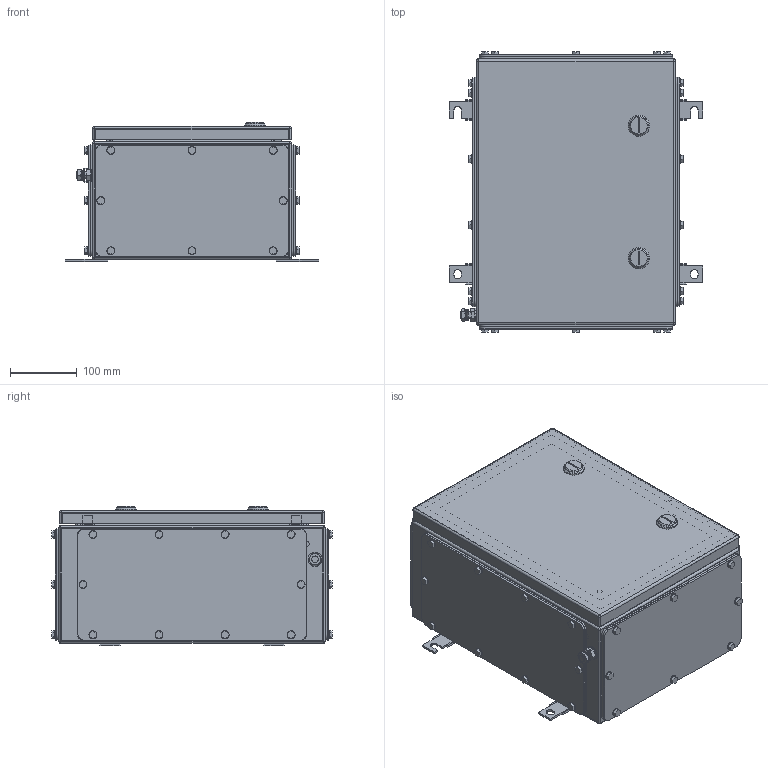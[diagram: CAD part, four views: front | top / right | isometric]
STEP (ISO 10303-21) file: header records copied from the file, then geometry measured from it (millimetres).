
FILE_DESCRIPTION(('CATIA V5 STEP Exchange','CAx-IF Rec.Pracs.--- Model Styling and Organization---1.4--- 2014-01-23'),'2;1');
FILE_NAME ('008804-6_3_1200320000_1200320000.stp','2019-09-23T07:42:04+00:00',('none'),('Weidmueller'),'CATIA Version 5-6 Release 2016 SP3 HF44','CATIA V5 STEP AP214','none');
FILE_SCHEMA(('AUTOMOTIVE_DESIGN { 1 0 10303 214 1 1 1 1 }'));
Products named in the file (1): 1200320000
Bounding box: 381 x 422 x 209.8 mm (x, y, z)
Volume: 1652419.1 mm3; surface area: 1587501.1 mm2
Topology: 126 solids, 128 shells, 2521 faces, 5788 edges, 3644 vertices
Faces by surface type: cylinder 1154, plane 1069, cone 244, sphere 24, torus 22, bspline 8
Entity records: 68761 total; most frequent: CARTESIAN_POINT 15265, ORIENTED_EDGE 11360, DIRECTION 8971, EDGE_CURVE 5680, AXIS2_PLACEMENT_3D 3957, VERTEX_POINT 3644, VECTOR 3136, LINE 3136
